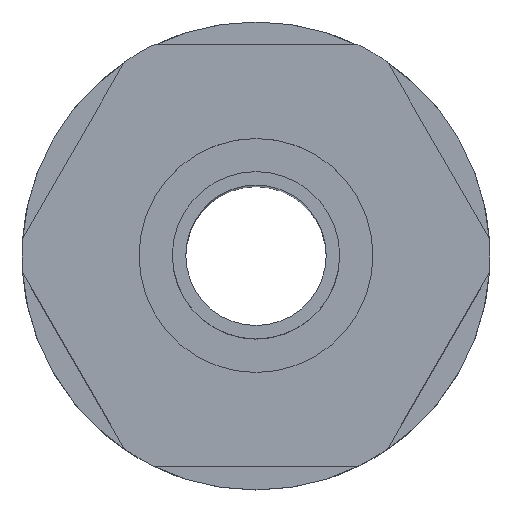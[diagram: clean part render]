
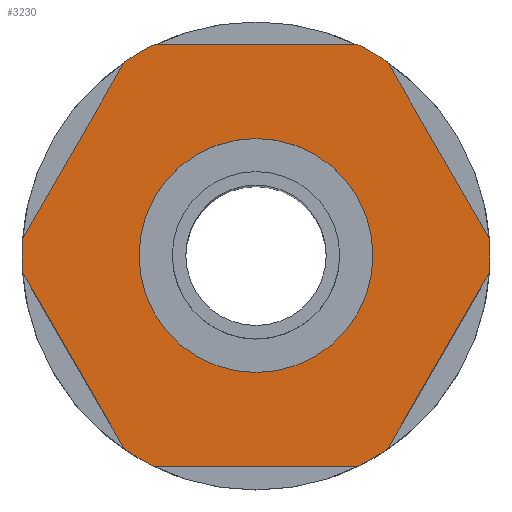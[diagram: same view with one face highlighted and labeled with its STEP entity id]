
A CAD part, top view. The second image highlights one B-rep face of the part: STEP entity #3230.
In plain terms, the highlighted face is planar.
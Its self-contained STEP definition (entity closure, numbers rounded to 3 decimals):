
#1910=CARTESIAN_POINT('',(15.25,6.388,0.));
#1920=DIRECTION('',(-1.,0.,0.));
#1930=DIRECTION('',(0.,1.,0.));
#1940=AXIS2_PLACEMENT_3D('',#1910,#1920,#1930);
#1950=PLANE('',#1940);
#1960=CARTESIAN_POINT('',(15.25,0.,0.));
#1970=DIRECTION('',(1.,0.,0.));
#1980=DIRECTION('',(0.,0.,-1.));
#1990=AXIS2_PLACEMENT_3D('',#1960,#1970,#1980);
#2000=CIRCLE('',#1990,5.);
#2010=CARTESIAN_POINT('',(15.25,0.,-5.));
#2020=VERTEX_POINT('',#2010);
#2030=CARTESIAN_POINT('',(15.25,0.,5.));
#2040=VERTEX_POINT('',#2030);
#2050=EDGE_CURVE('',#2020,#2040,#2000,.T.);
#2060=ORIENTED_EDGE('',*,*,#2050,.F.);
#2070=EDGE_CURVE('',#2040,#2020,#2000,.T.);
#2080=ORIENTED_EDGE('',*,*,#2070,.F.);
#2090=EDGE_LOOP('',(#2080,#2060));
#2100=FACE_BOUND('',#2090,.T.);
#2110=CARTESIAN_POINT('',(15.25,0.,0.));
#2120=DIRECTION('',(1.,0.,0.));
#2130=DIRECTION('',(0.,-1.,0.));
#2140=AXIS2_PLACEMENT_3D('',#2110,#2120,#2130);
#2150=CIRCLE('',#2140,10.);
#2160=CARTESIAN_POINT('',(15.25,10.,0.));
#2170=VERTEX_POINT('',#2160);
#2180=CARTESIAN_POINT('',(15.25,9.974,0.725));
#2190=VERTEX_POINT('',#2180);
#2200=EDGE_CURVE('',#2170,#2190,#2150,.T.);
#2210=ORIENTED_EDGE('',*,*,#2200,.T.);
#2220=CARTESIAN_POINT('',(15.25,9.974,-0.725));
#2230=VERTEX_POINT('',#2220);
#2240=EDGE_CURVE('',#2230,#2170,#2150,.T.);
#2250=ORIENTED_EDGE('',*,*,#2240,.T.);
#2260=CARTESIAN_POINT('',(15.25,10.392,0.));
#2270=DIRECTION('',(0.,0.5,0.866));
#2280=VECTOR('',#2270,1.);
#2290=LINE('',#2260,#2280);
#2300=CARTESIAN_POINT('',(15.25,5.615,-8.275));
#2310=VERTEX_POINT('',#2300);
#2320=EDGE_CURVE('',#2310,#2230,#2290,.T.);
#2330=ORIENTED_EDGE('',*,*,#2320,.T.);
#2340=CARTESIAN_POINT('',(15.25,0.,0.));
#2350=DIRECTION('',(1.,0.,0.));
#2360=DIRECTION('',(0.,-1.,0.));
#2370=AXIS2_PLACEMENT_3D('',#2340,#2350,#2360);
#2380=CIRCLE('',#2370,10.);
#2390=CARTESIAN_POINT('',(15.25,4.359,-9.));
#2400=VERTEX_POINT('',#2390);
#2410=EDGE_CURVE('',#2400,#2310,#2380,.T.);
#2420=ORIENTED_EDGE('',*,*,#2410,.T.);
#2430=CARTESIAN_POINT('',(15.25,0.,-9.));
#2440=DIRECTION('',(0.,1.,0.));
#2450=VECTOR('',#2440,1.);
#2460=LINE('',#2430,#2450);
#2470=CARTESIAN_POINT('',(15.25,-4.359,-9.));
#2480=VERTEX_POINT('',#2470);
#2490=EDGE_CURVE('',#2480,#2400,#2460,.T.);
#2500=ORIENTED_EDGE('',*,*,#2490,.T.);
#2510=CARTESIAN_POINT('',(15.25,0.,0.));
#2520=DIRECTION('',(1.,0.,0.));
#2530=DIRECTION('',(0.,-1.,0.));
#2540=AXIS2_PLACEMENT_3D('',#2510,#2520,#2530);
#2550=CIRCLE('',#2540,10.);
#2560=CARTESIAN_POINT('',(15.25,-5.615,-8.275));
#2570=VERTEX_POINT('',#2560);
#2580=EDGE_CURVE('',#2570,#2480,#2550,.T.);
#2590=ORIENTED_EDGE('',*,*,#2580,.T.);
#2600=CARTESIAN_POINT('',(15.25,-10.392,0.));
#2610=DIRECTION('',(0.,0.5,-0.866));
#2620=VECTOR('',#2610,1.);
#2630=LINE('',#2600,#2620);
#2640=CARTESIAN_POINT('',(15.25,-9.974,-0.725));
#2650=VERTEX_POINT('',#2640);
#2660=EDGE_CURVE('',#2650,#2570,#2630,.T.);
#2670=ORIENTED_EDGE('',*,*,#2660,.T.);
#2680=CARTESIAN_POINT('',(15.25,0.,0.));
#2690=DIRECTION('',(1.,0.,0.));
#2700=DIRECTION('',(0.,-1.,0.));
#2710=AXIS2_PLACEMENT_3D('',#2680,#2690,#2700);
#2720=CIRCLE('',#2710,10.);
#2730=CARTESIAN_POINT('',(15.25,-10.,0.));
#2740=VERTEX_POINT('',#2730);
#2750=EDGE_CURVE('',#2740,#2650,#2720,.T.);
#2760=ORIENTED_EDGE('',*,*,#2750,.T.);
#2770=CARTESIAN_POINT('',(15.25,-9.974,0.725));
#2780=VERTEX_POINT('',#2770);
#2790=EDGE_CURVE('',#2780,#2740,#2720,.T.);
#2800=ORIENTED_EDGE('',*,*,#2790,.T.);
#2810=CARTESIAN_POINT('',(15.25,-10.392,0.));
#2820=DIRECTION('',(0.,-0.5,-0.866));
#2830=VECTOR('',#2820,1.);
#2840=LINE('',#2810,#2830);
#2850=CARTESIAN_POINT('',(15.25,-5.615,8.275));
#2860=VERTEX_POINT('',#2850);
#2870=EDGE_CURVE('',#2860,#2780,#2840,.T.);
#2880=ORIENTED_EDGE('',*,*,#2870,.T.);
#2890=CARTESIAN_POINT('',(15.25,0.,0.));
#2900=DIRECTION('',(1.,0.,0.));
#2910=DIRECTION('',(0.,-1.,0.));
#2920=AXIS2_PLACEMENT_3D('',#2890,#2900,#2910);
#2930=CIRCLE('',#2920,10.);
#2940=CARTESIAN_POINT('',(15.25,-4.359,9.));
#2950=VERTEX_POINT('',#2940);
#2960=EDGE_CURVE('',#2950,#2860,#2930,.T.);
#2970=ORIENTED_EDGE('',*,*,#2960,.T.);
#2980=CARTESIAN_POINT('',(15.25,0.,9.));
#2990=DIRECTION('',(0.,-1.,0.));
#3000=VECTOR('',#2990,1.);
#3010=LINE('',#2980,#3000);
#3020=CARTESIAN_POINT('',(15.25,4.359,9.));
#3030=VERTEX_POINT('',#3020);
#3040=EDGE_CURVE('',#3030,#2950,#3010,.T.);
#3050=ORIENTED_EDGE('',*,*,#3040,.T.);
#3060=CARTESIAN_POINT('',(15.25,0.,0.));
#3070=DIRECTION('',(1.,0.,0.));
#3080=DIRECTION('',(0.,-1.,0.));
#3090=AXIS2_PLACEMENT_3D('',#3060,#3070,#3080);
#3100=CIRCLE('',#3090,10.);
#3110=CARTESIAN_POINT('',(15.25,5.615,8.275));
#3120=VERTEX_POINT('',#3110);
#3130=EDGE_CURVE('',#3120,#3030,#3100,.T.);
#3140=ORIENTED_EDGE('',*,*,#3130,.T.);
#3150=CARTESIAN_POINT('',(15.25,10.392,0.));
#3160=DIRECTION('',(0.,-0.5,0.866));
#3170=VECTOR('',#3160,1.);
#3180=LINE('',#3150,#3170);
#3190=EDGE_CURVE('',#2190,#3120,#3180,.T.);
#3200=ORIENTED_EDGE('',*,*,#3190,.T.);
#3210=EDGE_LOOP('',(#3200,#3140,#3050,#2970,#2880,#2800,#2760,#2670,
#2590,#2500,#2420,#2330,#2250,#2210));
#3220=FACE_OUTER_BOUND('',#3210,.T.);
#3230=ADVANCED_FACE('',(#2100,#3220),#1950,.F.);
